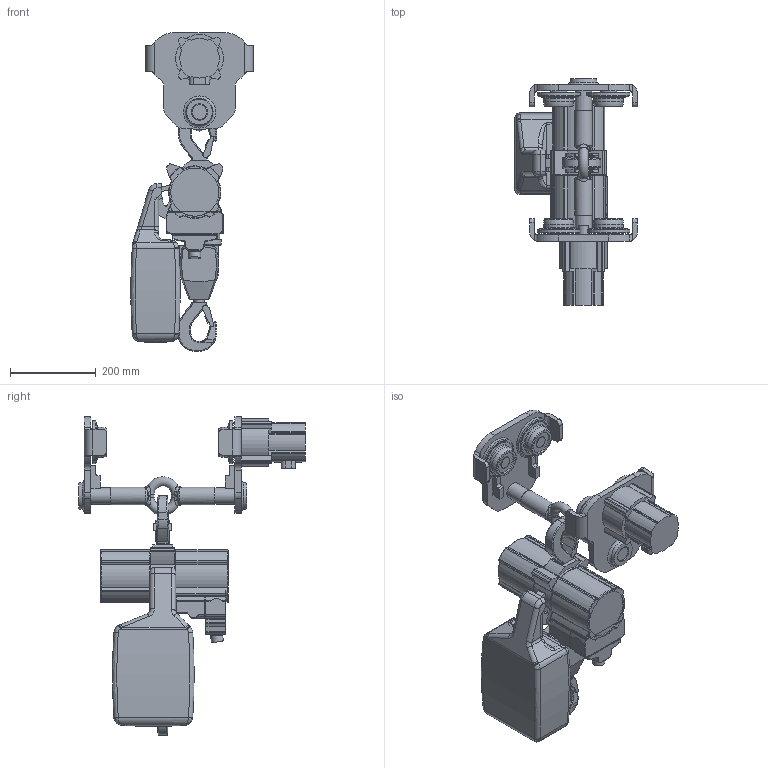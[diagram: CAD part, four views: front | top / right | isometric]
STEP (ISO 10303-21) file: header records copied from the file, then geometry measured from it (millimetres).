
FILE_DESCRIPTION(('STEP AP214'),'1');
FILE_NAME('PMH Profi Lufttelfer 2000-2 TI med driven åkvagn.stp','2013-06-27T06:38:55',(' '),(' '),'Spatial InterOp 3D',' ',' ');
FILE_SCHEMA(('automotive_design'));
Length unit declared in the file: millimetre
Products named in the file (20): PMH Profi Lufttelfer 2000_2 TI med driven _kvagn; Kettenkasten Typ K II TS; Geraet Profi   2 TI LUFT DP; Mittelteil Profi   025-2 TI; Getriebe TI 25-97; Motor NM1BI LUFT DP; Motor NM1BI; Steuerventil NM1BI; DP 025-2TI; Luftanschluss NM1BI; Lasthaken   1T TI; Unterflasche   2T TI mit Haken; Unterflasche   2T; Lasthaken   2T TI; Pufferpaket 7er Kette; LM 2T II; Hinterteil L02 kpl; Vorderteil L02 kpl; Distanzierung LN2000 II; Getriebemotor NM02BI
Assembly tree (19 placements, depth 4):
  PMH Profi Lufttelfer 2000_2 TI med driven _kvagn
    Kettenkasten Typ K II TS
    Geraet Profi   2 TI LUFT DP
      Mittelteil Profi   025-2 TI
      Getriebe TI 25-97
      Motor NM1BI LUFT DP
        Motor NM1BI
        Steuerventil NM1BI
        DP 025-2TI
        Luftanschluss NM1BI
      Lasthaken   1T TI
      Unterflasche   2T TI mit Haken
        Unterflasche   2T
        Lasthaken   2T TI
        Pufferpaket 7er Kette
    LM 2T II
      Hinterteil L02 kpl
      Vorderteil L02 kpl
      Distanzierung LN2000 II
      Getriebemotor NM02BI
Bounding box: 285 x 528 x 742.49 mm (x, y, z)
Volume: 14907948.6 mm3; surface area: 1055583.1 mm2
Topology: 15 solids, 15 shells, 1213 faces, 3068 edges, 1899 vertices
Faces by surface type: cylinder 581, plane 296, bspline 138, torus 120, cone 42, sphere 36
Full cylindrical faces by diameter (mm): 8 x1, 18.3 x1, 23.8 x1, 24 x1, 27.905 x4, 28 x1, 38 x4, 40 x4, 41 x2, 50 x1, 52 x2, 52.5 x4, 58 x2, 70 x4, 75 x2, 88 x4, 100.2 x4, 109 x1
Entity records: 60613 total; most frequent: CARTESIAN_POINT 21505, DIRECTION 6512, ORIENTED_EDGE 5890, EDGE_CURVE 2945, AXIS2_PLACEMENT_3D 2680, VERTEX_POINT 1879, CIRCLE 1403, EDGE_LOOP 1346
